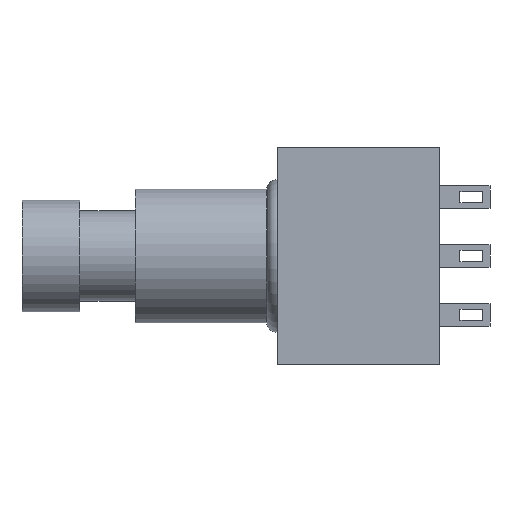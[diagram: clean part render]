
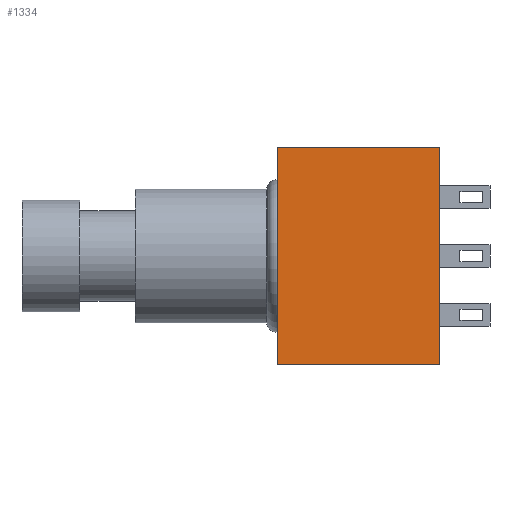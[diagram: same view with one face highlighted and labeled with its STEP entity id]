
A CAD part, left-side view. The second image highlights one B-rep face of the part: STEP entity #1334.
In plain terms, the highlighted planar face has unit normal (-1, 0, 0).
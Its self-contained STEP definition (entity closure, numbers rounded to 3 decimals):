
#75 = CARTESIAN_POINT ( 'NONE',  ( -8.6, -17.8, 9.8 ) ) ;
#112 = VERTEX_POINT ( 'NONE', #75 ) ;
#309 = DIRECTION ( 'NONE',  ( 0., 0., -1. ) ) ;
#413 = CARTESIAN_POINT ( 'NONE',  ( -8.6, -32.4, 9.8 ) ) ;
#420 = DIRECTION ( 'NONE',  ( 0., 1., 0. ) ) ;
#447 = DIRECTION ( 'NONE',  ( 0., 1., 0. ) ) ;
#460 = LINE ( 'NONE', #1244, #2062 ) ;
#519 = VECTOR ( 'NONE', #1619, 1000. ) ;
#710 = EDGE_CURVE ( 'NONE', #1740, #112, #1316, .T. ) ;
#761 = CARTESIAN_POINT ( 'NONE',  ( -8.6, -32.4, 9.8 ) ) ;
#814 = VECTOR ( 'NONE', #420, 1000. ) ;
#830 = VECTOR ( 'NONE', #447, 1000. ) ;
#882 = CARTESIAN_POINT ( 'NONE',  ( -8.6, -32.4, -9.8 ) ) ;
#1242 = VERTEX_POINT ( 'NONE', #2570 ) ;
#1244 = CARTESIAN_POINT ( 'NONE',  ( -8.6, -17.8, 9.8 ) ) ;
#1316 = LINE ( 'NONE', #1815, #814 ) ;
#1334 = ADVANCED_FACE ( 'NONE', ( #1738 ), #2189, .F. ) ;
#1375 = ORIENTED_EDGE ( 'NONE', *, *, #2132, .T. ) ;
#1475 = DIRECTION ( 'NONE',  ( 1., 0., 0. ) ) ;
#1619 = DIRECTION ( 'NONE',  ( 0., 0., -1. ) ) ;
#1685 = EDGE_CURVE ( 'NONE', #1740, #1242, #2544, .T. ) ;
#1723 = AXIS2_PLACEMENT_3D ( 'NONE', #2214, #1475, #309 ) ;
#1738 = FACE_OUTER_BOUND ( 'NONE', #3015, .T. ) ;
#1740 = VERTEX_POINT ( 'NONE', #761 ) ;
#1790 = CARTESIAN_POINT ( 'NONE',  ( -8.6, -17.8, -9.8 ) ) ;
#1815 = CARTESIAN_POINT ( 'NONE',  ( -8.6, -32.4, 9.8 ) ) ;
#2062 = VECTOR ( 'NONE', #2367, 1000. ) ;
#2132 = EDGE_CURVE ( 'NONE', #112, #2272, #460, .T. ) ;
#2189 = PLANE ( 'NONE',  #1723 ) ;
#2214 = CARTESIAN_POINT ( 'NONE',  ( -8.6, -32.4, 9.8 ) ) ;
#2272 = VERTEX_POINT ( 'NONE', #1790 ) ;
#2367 = DIRECTION ( 'NONE',  ( 0., 0., -1. ) ) ;
#2465 = ORIENTED_EDGE ( 'NONE', *, *, #710, .T. ) ;
#2544 = LINE ( 'NONE', #413, #519 ) ;
#2570 = CARTESIAN_POINT ( 'NONE',  ( -8.6, -32.4, -9.8 ) ) ;
#2716 = ORIENTED_EDGE ( 'NONE', *, *, #1685, .F. ) ;
#2787 = EDGE_CURVE ( 'NONE', #1242, #2272, #2795, .T. ) ;
#2795 = LINE ( 'NONE', #882, #830 ) ;
#3015 = EDGE_LOOP ( 'NONE', ( #1375, #3050, #2716, #2465 ) ) ;
#3050 = ORIENTED_EDGE ( 'NONE', *, *, #2787, .F. ) ;
